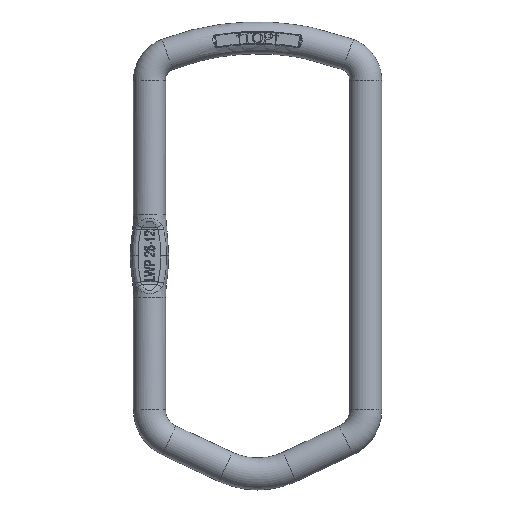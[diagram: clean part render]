
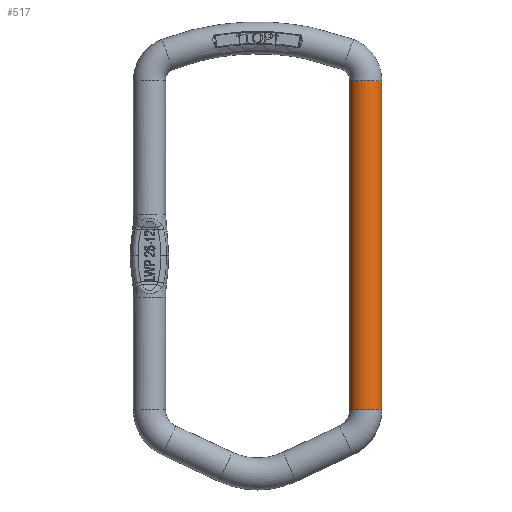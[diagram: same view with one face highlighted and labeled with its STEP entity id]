
A CAD part, front view. The second image highlights one B-rep face of the part: STEP entity #517.
In plain terms, the highlighted cylindrical face has radius 13.5 mm (diameter 27 mm), a full revolution.
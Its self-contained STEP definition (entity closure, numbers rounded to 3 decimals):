
#155=CYLINDRICAL_SURFACE('',#4884,13.5);
#466=CIRCLE('',#4881,13.5);
#467=CIRCLE('',#4883,13.5);
#517=ADVANCED_FACE('',(#1364,#1365),#155,.T.);
#1364=FACE_BOUND('',#1438,.T.);
#1365=FACE_BOUND('',#1439,.T.);
#1438=EDGE_LOOP('',(#1986));
#1439=EDGE_LOOP('',(#1987));
#1986=ORIENTED_EDGE('',*,*,#3776,.F.);
#1987=ORIENTED_EDGE('',*,*,#3775,.T.);
#3305=VERTEX_POINT('',#7841);
#3306=VERTEX_POINT('',#7844);
#3775=EDGE_CURVE('',#3305,#3305,#466,.T.);
#3776=EDGE_CURVE('',#3306,#3306,#467,.T.);
#4881=AXIS2_PLACEMENT_3D('',#7840,#5260,#5261);
#4883=AXIS2_PLACEMENT_3D('',#7843,#5264,#5265);
#4884=AXIS2_PLACEMENT_3D('',#7845,#5266,#5267);
#5260=DIRECTION('',(0.,0.,1.));
#5261=DIRECTION('',(0.,1.,0.));
#5264=DIRECTION('',(0.,0.,1.));
#5265=DIRECTION('',(0.,1.,0.));
#5266=DIRECTION('',(0.,0.,-1.));
#5267=DIRECTION('',(0.,1.,0.));
#7840=CARTESIAN_POINT('',(0.,91.,-129.474));
#7841=CARTESIAN_POINT('',(0.,104.5,-129.474));
#7843=CARTESIAN_POINT('',(0.,91.,147.606));
#7844=CARTESIAN_POINT('',(0.,104.5,147.606));
#7845=CARTESIAN_POINT('',(0.,91.,147.606));
